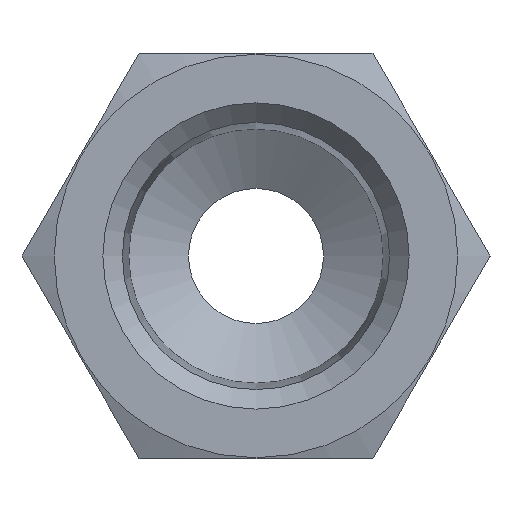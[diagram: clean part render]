
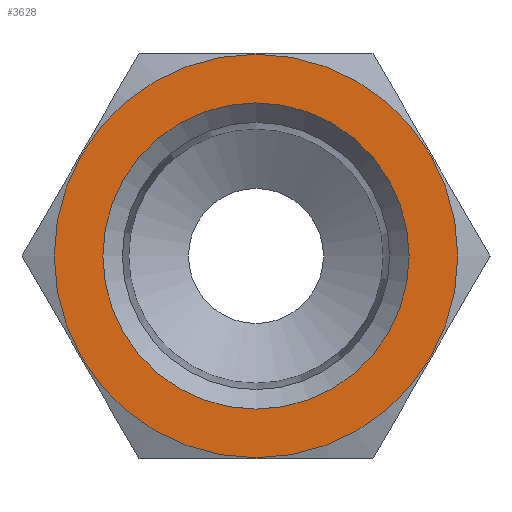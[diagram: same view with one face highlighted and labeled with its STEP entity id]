
A CAD part, left-side view. The second image highlights one B-rep face of the part: STEP entity #3628.
In plain terms, the highlighted planar face has unit normal (-1, 0, 0).
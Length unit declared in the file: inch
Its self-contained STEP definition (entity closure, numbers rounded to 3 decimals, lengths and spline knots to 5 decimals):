
#3226=CARTESIAN_POINT('',(0.0,0.,0.425));
#3227=VERTEX_POINT('',#3226);
#3228=CARTESIAN_POINT('',(0.0,0.,0.0));
#3229=DIRECTION('',(1.0,0.0,0.0));
#3230=DIRECTION('',(0.0,0.0,-1.0));
#3231=AXIS2_PLACEMENT_3D('',#3228,#3229,#3230);
#3232=CIRCLE('',#3231,0.425);
#3233=EDGE_CURVE('',#3227,#3227,#3232,.T.);
#3504=CARTESIAN_POINT('',(0.0,0.56,0.0));
#3505=VERTEX_POINT('',#3504);
#3506=CARTESIAN_POINT('',(0.0,0.0,0.0));
#3507=DIRECTION('',(-1.0,0.0,0.0));
#3508=DIRECTION('',(0.0,1.0,0.0));
#3509=AXIS2_PLACEMENT_3D('',#3506,#3507,#3508);
#3510=CIRCLE('',#3509,0.56);
#3511=EDGE_CURVE('',#3505,#3505,#3510,.T.);
#3617=CARTESIAN_POINT('',(0.0,0.,0.));
#3618=DIRECTION('',(1.0,0.0,0.0));
#3619=DIRECTION('',(0.0,0.0,-1.0));
#3620=AXIS2_PLACEMENT_3D('',#3617,#3618,#3619);
#3621=PLANE('',#3620);
#3622=ORIENTED_EDGE('',*,*,#3511,.T.);
#3623=EDGE_LOOP('',(#3622));
#3624=FACE_OUTER_BOUND('',#3623,.T.);
#3625=ORIENTED_EDGE('',*,*,#3233,.T.);
#3626=EDGE_LOOP('',(#3625));
#3627=FACE_BOUND('',#3626,.T.);
#3628=ADVANCED_FACE('',(#3624,#3627),#3621,.F.);
